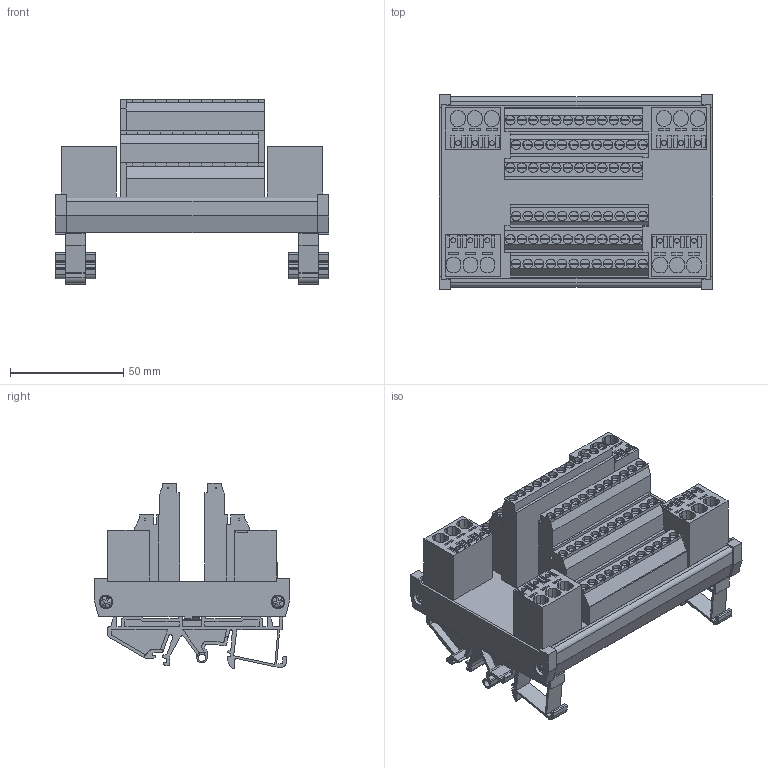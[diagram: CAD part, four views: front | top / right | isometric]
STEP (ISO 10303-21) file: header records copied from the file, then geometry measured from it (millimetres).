
FILE_DESCRIPTION(('CATIA V5R22 STEP214','CAx-IF Rec.Pracs.--- Model Styling and Organization---1.4--- 2014-01-23'),'2;1');
FILE_NAME ('007021-2_0', '2023-08-30T08:36:02+00:00', ('Weidmueller Interface'), ('Weidmueller'), 'CATIA Version 5-6 Release 2016 SP3 HF44', 'CATIA V5 STEP AP214', 'none');
FILE_SCHEMA(('AUTOMOTIVE_DESIGN { 1 0 10303 214 1 1 1 1 }'));
Products named in the file (1): 1128120000_RS VERT 6P 12X6 S
Bounding box: 121 x 86.4 x 81.95 mm (x, y, z)
Volume: 210614 mm3; surface area: 104752.4 mm2
Topology: 1 solids, 5 shells, 1936 faces, 5435 edges, 3611 vertices
Faces by surface type: plane 1366, cylinder 554, torus 8, sphere 8
Entity records: 69084 total; most frequent: CARTESIAN_POINT 18361, ORIENTED_EDGE 10870, DIRECTION 8610, EDGE_CURVE 5435, VECTOR 3812, LINE 3812, VERTEX_POINT 3611, AXIS2_PLACEMENT_3D 2865
